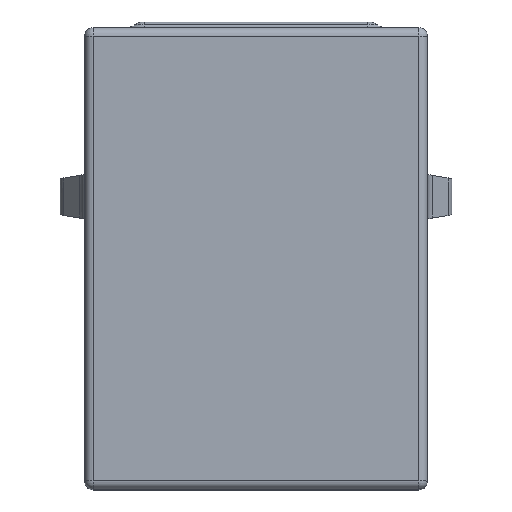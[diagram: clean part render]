
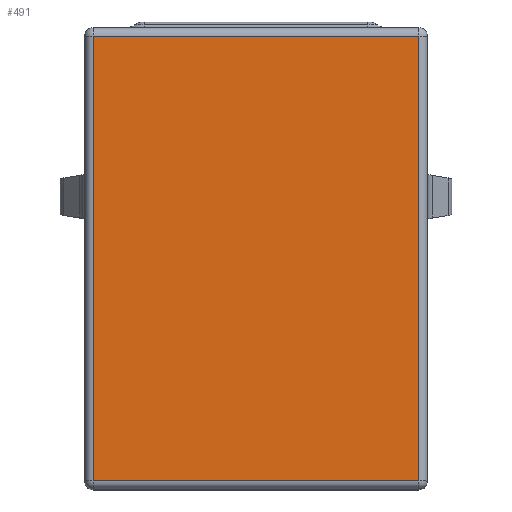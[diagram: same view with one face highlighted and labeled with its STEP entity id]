
A CAD part, top view. The second image highlights one B-rep face of the part: STEP entity #491.
In plain terms, the highlighted planar face has unit normal (0, 0, 1).
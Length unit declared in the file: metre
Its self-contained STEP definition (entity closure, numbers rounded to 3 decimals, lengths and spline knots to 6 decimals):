
#491=ADVANCED_FACE('0:492',(#1122),#1123,.F.);
#1122=FACE_OUTER_BOUND('',#1889,.T.);
#1123=PLANE('',#1890);
#1889=EDGE_LOOP('',(#3454,#3455,#3456,#3457));
#1890=AXIS2_PLACEMENT_3D('',#3458,#3459,#3460);
#3454=ORIENTED_EDGE('',*,*,#5501,.T.);
#3455=ORIENTED_EDGE('',*,*,#5502,.T.);
#3456=ORIENTED_EDGE('',*,*,#5503,.T.);
#3457=ORIENTED_EDGE('',*,*,#5504,.T.);
#3458=CARTESIAN_POINT('',(0.0,0.0,0.01085));
#3459=DIRECTION('',(0.0,0.0,-1.0));
#3460=DIRECTION('',(0.0,-1.0,0.0));
#5501=EDGE_CURVE('0:4089',#7012,#7013,#7014,.T.);
#5502=EDGE_CURVE('0:4092',#7013,#7015,#7016,.T.);
#5503=EDGE_CURVE('0:4095',#7015,#7017,#7018,.T.);
#5504=EDGE_CURVE('0:4098',#7017,#7012,#7019,.T.);
#7012=VERTEX_POINT('NONE',#9850);
#7013=VERTEX_POINT('NONE',#9851);
#7014=LINE('',#9852,#9853);
#7015=VERTEX_POINT('NONE',#9854);
#7016=LINE('',#9855,#9856);
#7017=VERTEX_POINT('NONE',#9857);
#7018=LINE('',#9858,#9859);
#7019=LINE('',#9860,#9861);
#9850=CARTESIAN_POINT('',(0.00575,0.0033,0.01085));
#9851=CARTESIAN_POINT('',(-0.00575,0.0033,0.01085));
#9852=CARTESIAN_POINT('',(0.0,0.0033,0.01085));
#9853=VECTOR('',#11608,1.0);
#9854=CARTESIAN_POINT('',(-0.00575,-0.0124,0.01085));
#9855=CARTESIAN_POINT('',(-0.00575,0.0,0.01085));
#9856=VECTOR('',#11609,1.0);
#9857=CARTESIAN_POINT('',(0.00575,-0.0124,0.01085));
#9858=CARTESIAN_POINT('',(0.0,-0.0124,0.01085));
#9859=VECTOR('',#11610,1.0);
#9860=CARTESIAN_POINT('',(0.00575,0.0,0.01085));
#9861=VECTOR('',#11611,1.0);
#11608=DIRECTION('',(-1.0,0.0,0.0));
#11609=DIRECTION('',(0.0,-1.0,0.0));
#11610=DIRECTION('',(1.0,-0.0,0.0));
#11611=DIRECTION('',(0.0,1.0,0.0));
